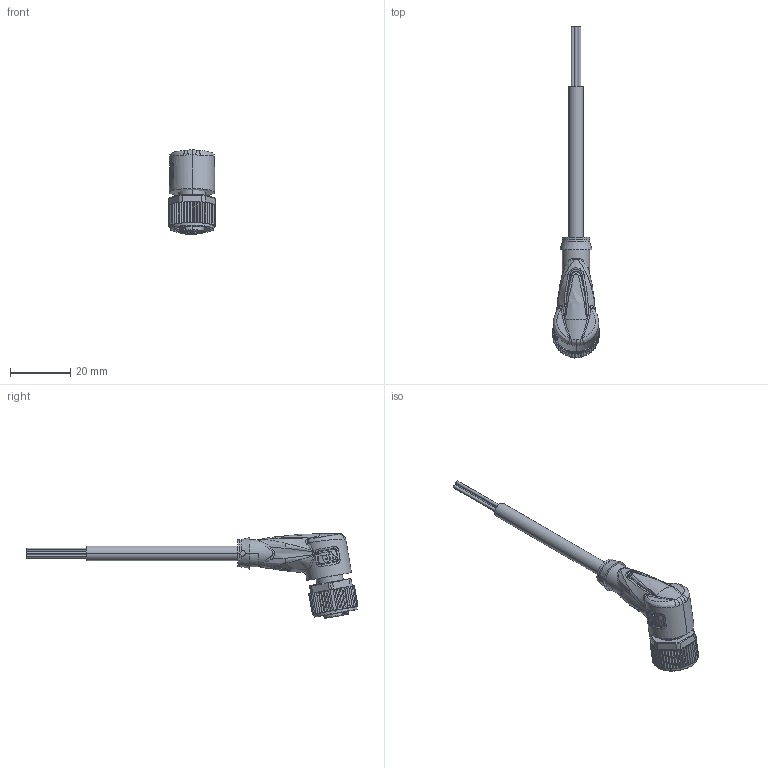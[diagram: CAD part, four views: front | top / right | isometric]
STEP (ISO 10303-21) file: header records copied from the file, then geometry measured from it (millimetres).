
FILE_DESCRIPTION(('STEP AP214'),'1');
FILE_NAME('cctmp_980F8314-8E78-4EF7-8EAF-1BB1B8F003A1_2022_04_27_10_40_20_0861..stp','2022-04-27T08:40:26',('KiM GmbH'),('CADClick - www.CADClick.com'),'Spatial InterOp 3D postprocessed',' ','unknown authorization');
FILE_SCHEMA(('AUTOMOTIVE_DESIGN'));
Length unit declared in the file: millimetre
Products named in the file (8): T195231_1; Connection2; Cable; Connection1; Connection1_3; Connection1_2; Connection1_1; T195231
Assembly tree (7 placements, depth 4):
  T195231
    T195231_1
      Connection2
      Cable
      Connection1
        Connection1_3
        Connection1_2
        Connection1_1
Bounding box: 15.4 x 109.86 x 28.05 mm (x, y, z)
Volume: 7441 mm3; surface area: 5788.5 mm2
Topology: 12 solids, 34 shells, 1189 faces, 2991 edges, 1878 vertices
Faces by surface type: plane 511, cylinder 278, torus 178, bspline 154, cone 64, sphere 4
Entity records: 57577 total; most frequent: CARTESIAN_POINT 26263, ORIENTED_EDGE 5916, DIRECTION 5457, EDGE_CURVE 2980, AXIS2_PLACEMENT_3D 2016, VERTEX_POINT 1878, LINE 1425, VECTOR 1425
